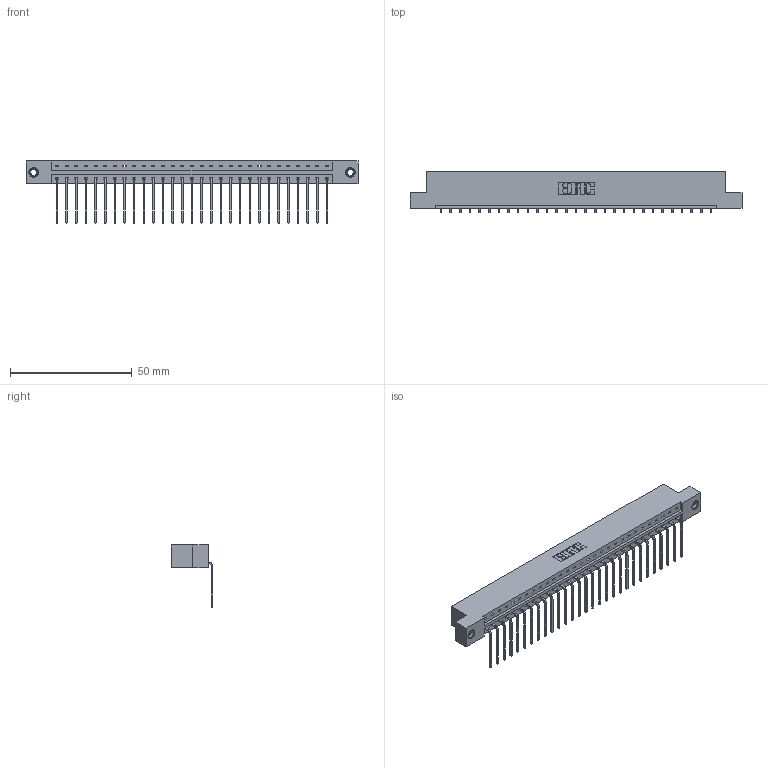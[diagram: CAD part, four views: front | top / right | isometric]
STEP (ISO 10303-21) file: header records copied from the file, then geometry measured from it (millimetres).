
FILE_DESCRIPTION (( 'STEP AP203' ), '1' );
FILE_NAME ('833-029-559-107.STEP', '2020-06-02T11:33:50', ( '' ), ( '' ), 'SwSTEP 2.0', 'SolidWorks 2020', '' );
FILE_SCHEMA (( 'CONFIG_CONTROL_DESIGN' ));
Length unit declared in the file: inch
Products named in the file (4): 833-029-559-107; 345-292-001_558 559 Tail - 1; 345-250-001_345-250-005-103; 833 Part_Flush - .156 Dia - TI
Assembly tree (32 placements, depth 2):
  833-029-559-107
    833 Part_Flush - .156 Dia - TI
    345-292-001_558 559 Tail - 1  x29
    345-250-001_345-250-005-103  x2
Bounding box: 136.45 x 17.09 x 25.53 mm (x, y, z)
Volume: 13701.9 mm3; surface area: 15370.2 mm2
Topology: 32 solids, 32 shells, 1914 faces, 5725 edges, 3770 vertices
Faces by surface type: plane 1378, cylinder 520, cone 12, torus 4
Entity records: 20680 total; most frequent: CARTESIAN_POINT 3552, ORIENTED_EDGE 3510, DIRECTION 3055, EDGE_CURVE 1755, LINE 1607, VECTOR 1607, VERTEX_POINT 1164, AXIS2_PLACEMENT_3D 724
